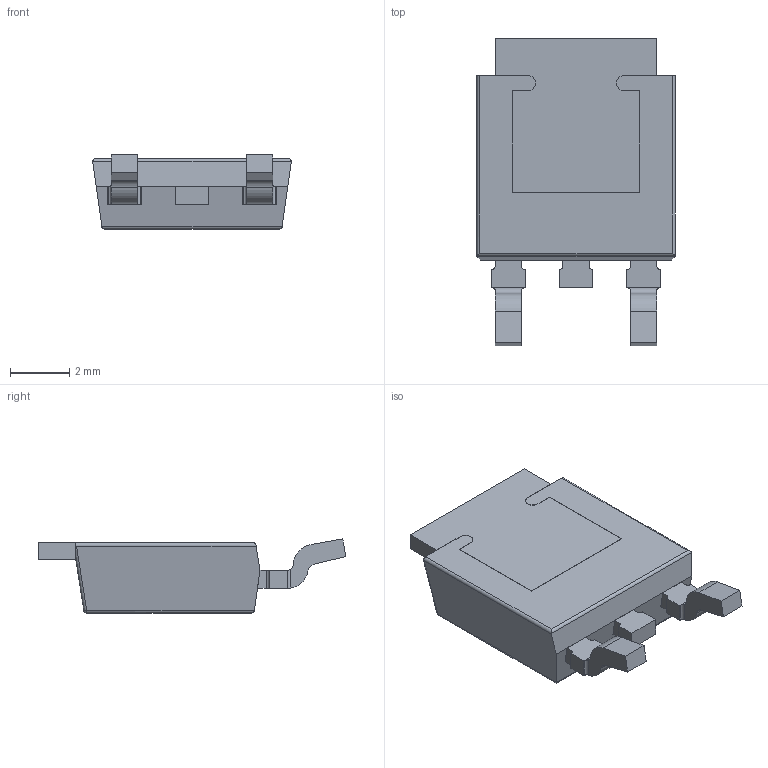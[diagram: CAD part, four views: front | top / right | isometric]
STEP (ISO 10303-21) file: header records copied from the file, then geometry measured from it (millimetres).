
FILE_DESCRIPTION (( 'STEP AP214' ), '1' );
FILE_NAME ('FDD8896.STEP', '2022-05-24T10:22:04', ( '' ), ( '' ), 'SwSTEP 2.0', 'SolidWorks 2014', '' );
FILE_SCHEMA (( 'AUTOMOTIVE_DESIGN' ));
Length unit declared in the file: millimetre
Products named in the file (1): FDD8896
Bounding box: 6.7 x 10.39 x 2.51 mm (x, y, z)
Volume: 100.3 mm3; surface area: 228 mm2
Topology: 5 solids, 5 shells, 104 faces, 264 edges, 170 vertices
Faces by surface type: plane 69, cylinder 33, sphere 2
Entity records: 3442 total; most frequent: CARTESIAN_POINT 689, ORIENTED_EDGE 528, DIRECTION 504, EDGE_CURVE 264, VECTOR 198, LINE 198, VERTEX_POINT 170, AXIS2_PLACEMENT_3D 153
